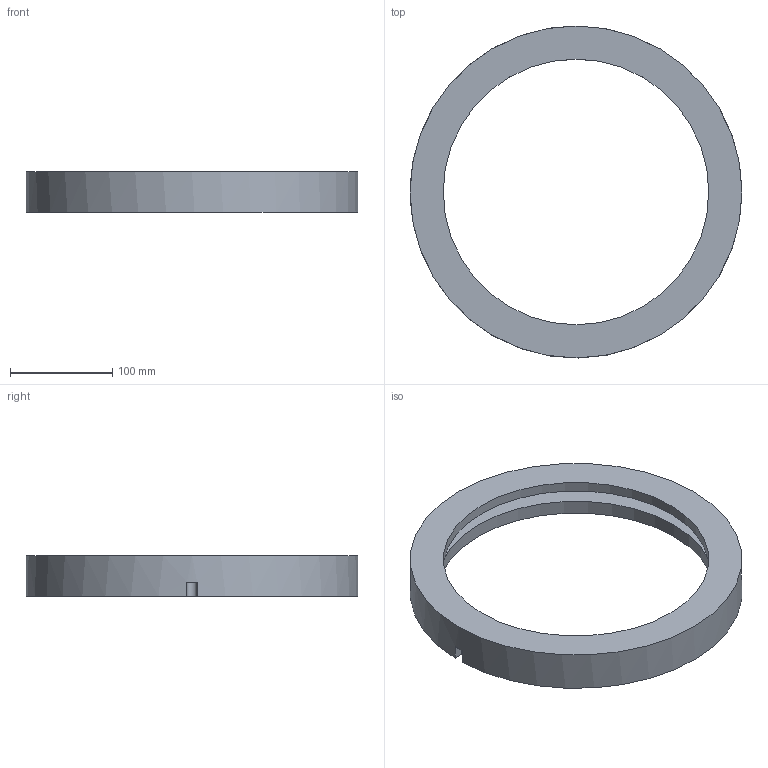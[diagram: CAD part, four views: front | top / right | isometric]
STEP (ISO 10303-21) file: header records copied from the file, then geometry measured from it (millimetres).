
FILE_DESCRIPTION(/* description */ ('','CAx-IF Rec.Pracs.---Representation and Presentation of Product Manufacturing Information (PMI)---4.0---2014-10-13'),/* implementation_level */ '2;1');
FILE_NAME(/* name */ 'Clock_Ring.step',/* time_stamp */ '2025-03-09T14:53:59+01:00',/* author */ (''),/* organization */ (''),/* preprocessor_version */ 'ST-DEVELOPER v20',/* originating_system */ 'Autodesk Translation Framework v13.20.0.188',/* authorisation */ '');
FILE_SCHEMA (('AP242_MANAGED_MODEL_BASED_3D_ENGINEERING_MIM_LF { 1 0 10303 442 1 1 4 }'));
Length unit declared in the file: millimetre
Products named in the file (2): Clock (1); Clock
Assembly tree (1 placements, depth 2):
  Clock (1)
    Clock
Bounding box: 325 x 325 x 40 mm (x, y, z)
Volume: 667044.2 mm3; surface area: 201804 mm2
Topology: 1 solids, 3 shells, 101 faces, 271 edges, 180 vertices
Faces by surface type: plane 70, cylinder 30, torus 1
Full cylindrical faces by diameter (mm): 6.2 x2, 8.2 x2, 260 x1, 270 x2, 275 x1, 318.31 x1, 325 x1
Entity records: 3366 total; most frequent: CARTESIAN_POINT 713, ORIENTED_EDGE 542, DIRECTION 524, EDGE_CURVE 271, LINE 198, VECTOR 198, VERTEX_POINT 180, AXIS2_PLACEMENT_3D 163
